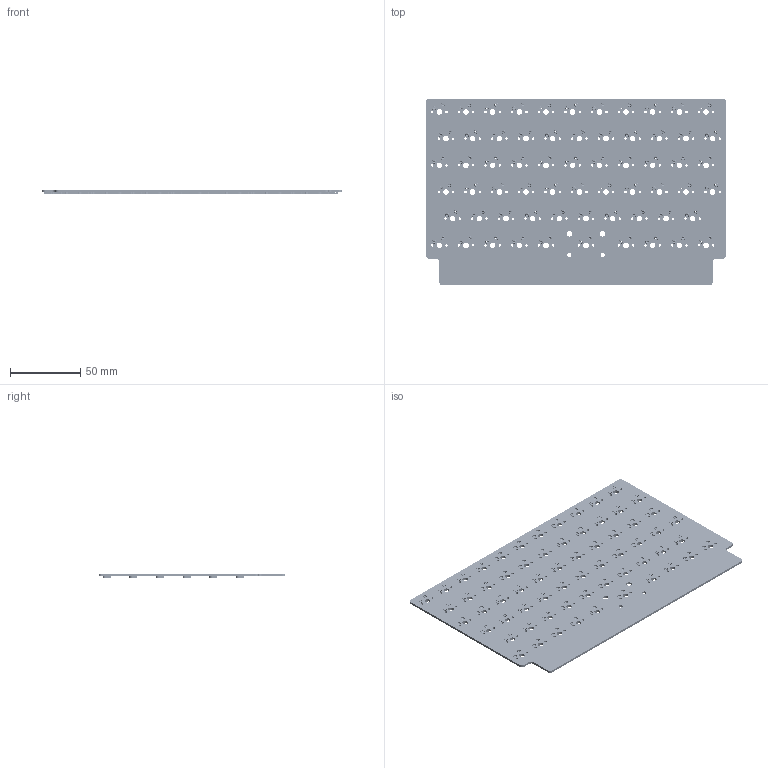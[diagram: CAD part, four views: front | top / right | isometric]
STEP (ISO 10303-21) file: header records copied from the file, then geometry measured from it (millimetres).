
FILE_DESCRIPTION(('KiCad electronic assembly'),'2;1');
FILE_NAME('keyboard.step','2023-01-26T11:43:20',('Pcbnew'),('Kicad'), 'Open CASCADE STEP processor 7.6','KiCad to STEP converter','Unknown' );
FILE_SCHEMA(('AUTOMOTIVE_DESIGN { 1 0 10303 214 1 1 1 1 }'));
Length unit declared in the file: millimetre
Products named in the file (4): keyboard 1; HS_Kailh_MX; COMPOUND; keyboard PCB
Assembly tree (66 placements, depth 3):
  keyboard 1
    HS_Kailh_MX  x64
      COMPOUND
    keyboard PCB
Bounding box: 214.31 x 133.35 x 3.47 mm (x, y, z)
Volume: 47764.4 mm3; surface area: 76997.8 mm2
Topology: 193 solids, 193 shells, 28182 faces, 69692 edges, 42728 vertices
Faces by surface type: plane 16778, cylinder 6412, bspline 3712, torus 640, cone 640
Full cylindrical faces by diameter (mm): 1.75 x128, 2.9 x128, 3 x128, 3.048 x2, 3.988 x66
Entity records: 57652 total; most frequent: CARTESIAN_POINT 15834, DIRECTION 7528, ORIENTED_EDGE 4186, PCURVE 4186, DEFINITIONAL_REPRESENTATION 4186, LINE 4186, VECTOR 4186, EDGE_CURVE 2093
